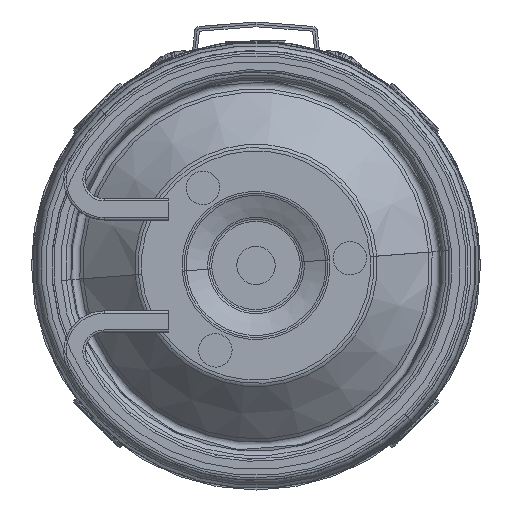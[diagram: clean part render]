
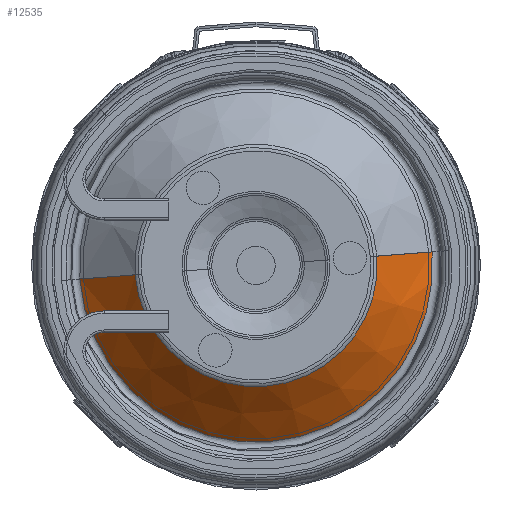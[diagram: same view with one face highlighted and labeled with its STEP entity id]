
A CAD part, front view. The second image highlights one B-rep face of the part: STEP entity #12535.
In plain terms, the highlighted conical face has half-angle 46.546 degrees and reference radius 25.375 mm.
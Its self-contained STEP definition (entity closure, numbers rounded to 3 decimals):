
#1046 = CARTESIAN_POINT ( 'NONE',  ( 0., 0.548, -25.376 ) ) ;
#1409 = EDGE_CURVE ( 'NONE', #30901, #25374, #14713, .T. ) ;
#1710 = EDGE_LOOP ( 'NONE', ( #13338, #20275, #31261, #18044 ) ) ;
#3070 = FACE_OUTER_BOUND ( 'NONE', #1710, .T. ) ;
#6707 = AXIS2_PLACEMENT_3D ( 'NONE', #12446, #36539, #28281 ) ;
#6708 = VECTOR ( 'NONE', #26343, 1000. ) ;
#6755 = CARTESIAN_POINT ( 'NONE',  ( 0., 0.548, 25.376 ) ) ;
#8169 = DIRECTION ( 'NONE',  ( 0., 1., 0. ) ) ;
#8365 = CARTESIAN_POINT ( 'NONE',  ( 0., 0.548, 0. ) ) ;
#8612 = CONICAL_SURFACE ( 'NONE', #6707, 25.376, 0.812 ) ;
#12066 = AXIS2_PLACEMENT_3D ( 'NONE', #8365, #8169, #20321 ) ;
#12343 = LINE ( 'NONE', #6755, #20391 ) ;
#12446 = CARTESIAN_POINT ( 'NONE',  ( 0., 0.548, 0. ) ) ;
#12533 = VERTEX_POINT ( 'NONE', #30881 ) ;
#12535 = ADVANCED_FACE ( 'NONE', ( #3070 ), #8612, .T. ) ;
#13338 = ORIENTED_EDGE ( 'NONE', *, *, #1409, .F. ) ;
#14713 = LINE ( 'NONE', #20652, #6708 ) ;
#18044 = ORIENTED_EDGE ( 'NONE', *, *, #31187, .F. ) ;
#18188 = CARTESIAN_POINT ( 'NONE',  ( 0., 11.526, -36.962 ) ) ;
#20275 = ORIENTED_EDGE ( 'NONE', *, *, #31946, .T. ) ;
#20321 = DIRECTION ( 'NONE',  ( 0., 0., 1. ) ) ;
#20391 = VECTOR ( 'NONE', #24551, 1000. ) ;
#20421 = EDGE_CURVE ( 'NONE', #34133, #12533, #12343, .T. ) ;
#20652 = CARTESIAN_POINT ( 'NONE',  ( 0., 0.548, -25.376 ) ) ;
#24551 = DIRECTION ( 'NONE',  ( 0., 0.688, 0.726 ) ) ;
#25374 = VERTEX_POINT ( 'NONE', #18188 ) ;
#26343 = DIRECTION ( 'NONE',  ( 0., 0.688, -0.726 ) ) ;
#28281 = DIRECTION ( 'NONE',  ( 0., 0., 1. ) ) ;
#28313 = CARTESIAN_POINT ( 'NONE',  ( 0., 0.548, 25.376 ) ) ;
#30062 = DIRECTION ( 'NONE',  ( 0., 0., 1. ) ) ;
#30881 = CARTESIAN_POINT ( 'NONE',  ( 0., 11.526, 36.962 ) ) ;
#30901 = VERTEX_POINT ( 'NONE', #1046 ) ;
#31187 = EDGE_CURVE ( 'NONE', #25374, #12533, #33790, .T. ) ;
#31261 = ORIENTED_EDGE ( 'NONE', *, *, #20421, .T. ) ;
#31946 = EDGE_CURVE ( 'NONE', #30901, #34133, #35119, .T. ) ;
#33280 = CARTESIAN_POINT ( 'NONE',  ( 0., 11.526, 0. ) ) ;
#33790 = CIRCLE ( 'NONE', #37008, 36.962 ) ;
#34133 = VERTEX_POINT ( 'NONE', #28313 ) ;
#35119 = CIRCLE ( 'NONE', #12066, 25.376 ) ;
#36539 = DIRECTION ( 'NONE',  ( 0., 1., 0. ) ) ;
#37008 = AXIS2_PLACEMENT_3D ( 'NONE', #33280, #39506, #30062 ) ;
#39506 = DIRECTION ( 'NONE',  ( 0., 1., 0. ) ) ;
